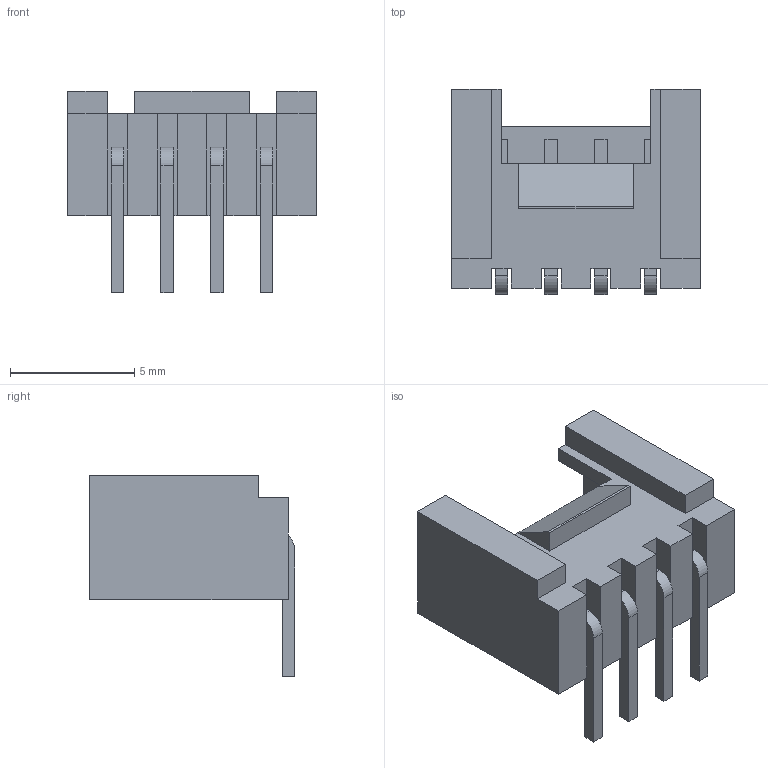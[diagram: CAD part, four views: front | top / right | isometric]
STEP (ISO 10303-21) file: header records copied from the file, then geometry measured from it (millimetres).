
FILE_DESCRIPTION(('Open CASCADE Model'),'2;1');
FILE_NAME('Open CASCADE Shape Model','2024-08-12T22:18:04',('Author'),( 'Open CASCADE'),'Open CASCADE STEP processor 7.7','Open CASCADE 7.7' ,'Unknown');
FILE_SCHEMA(('AUTOMOTIVE_DESIGN { 1 0 10303 214 1 1 1 1 }'));
Length unit declared in the file: millimetre
Products named in the file (5): 4e710517-58ad-11ef-9585-f09e4a5f3376; 4e710518-58ad-11ef-8c46-f09e4a5f3376; 4e710518-58ad-11ef-8c46-f09e4a5f3376_part; 4e712c02-58ad-11ef-9284-f09e4a5f3376; 4e712c02-58ad-11ef-9284-f09e4a5f3376_part
Assembly tree (4 placements, depth 3):
  4e710517-58ad-11ef-9585-f09e4a5f3376
    4e710518-58ad-11ef-8c46-f09e4a5f3376
      4e710518-58ad-11ef-8c46-f09e4a5f3376_part
    4e712c02-58ad-11ef-9284-f09e4a5f3376
      4e712c02-58ad-11ef-9284-f09e4a5f3376_part
Bounding box: 10 x 8.25 x 8.1 mm (x, y, z)
Volume: 178 mm3; surface area: 569.9 mm2
Topology: 5 solids, 5 shells, 89 faces, 235 edges, 156 vertices
Faces by surface type: plane 81, cylinder 8
Entity records: 5853 total; most frequent: CARTESIAN_POINT 979, DIRECTION 885, LINE 649, VECTOR 649, ORIENTED_EDGE 470, PCURVE 470, DEFINITIONAL_REPRESENTATION 470, EDGE_CURVE 235
